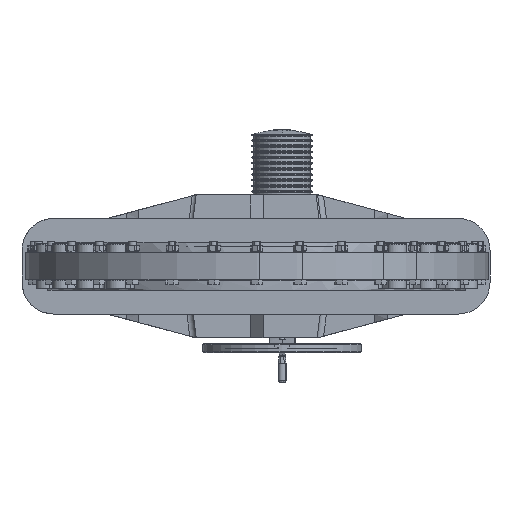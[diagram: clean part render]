
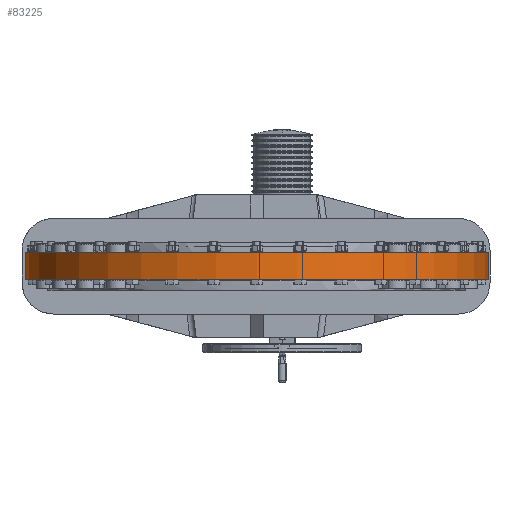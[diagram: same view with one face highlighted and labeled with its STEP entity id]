
A CAD part, front view. The second image highlights one B-rep face of the part: STEP entity #83225.
In plain terms, the highlighted cylindrical face has radius 727.5 mm (diameter 1455 mm), a partial arc.
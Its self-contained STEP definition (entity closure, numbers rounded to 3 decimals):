
#4024 = CARTESIAN_POINT ( 'NONE',  ( 0., 0., -42.5 ) ) ;
#4027 = DIRECTION ( 'NONE',  ( 0., 0., 1. ) ) ;
#4031 = DIRECTION ( 'NONE',  ( 1., 0., 0. ) ) ;
#25044 = ORIENTED_EDGE ( 'NONE', *, *, #190452, .F. ) ;
#25104 = ORIENTED_EDGE ( 'NONE', *, *, #179847, .F. ) ;
#25696 = ORIENTED_EDGE ( 'NONE', *, *, #190420, .T. ) ;
#25907 = ORIENTED_EDGE ( 'NONE', *, *, #190330, .T. ) ;
#53170 = EDGE_LOOP ( 'NONE', ( #25104, #25696, #25907, #25044 ) ) ;
#66257 = VECTOR ( 'NONE', #266075, 1000. ) ;
#66403 = CIRCLE ( 'NONE', #66405, 727.5 ) ;
#66405 = AXIS2_PLACEMENT_3D ( 'NONE', #266649, #266651, #266653 ) ;
#66436 = CIRCLE ( 'NONE', #66461, 727.5 ) ;
#66461 = AXIS2_PLACEMENT_3D ( 'NONE', #266832, #266833, #266835 ) ;
#83225 = ADVANCED_FACE ( 'NONE', ( #171199 ), #171219, .T. ) ;
#126203 = LINE ( 'NONE', #140845, #204113 ) ;
#140845 = CARTESIAN_POINT ( 'NONE',  ( -727.5, 0., -42.5 ) ) ;
#140846 = DIRECTION ( 'NONE',  ( 0., 0., 1. ) ) ;
#171199 = FACE_OUTER_BOUND ( 'NONE', #53170, .T. ) ;
#171219 = CYLINDRICAL_SURFACE ( 'NONE', #171932, 727.5 ) ;
#171932 = AXIS2_PLACEMENT_3D ( 'NONE', #4024, #4027, #4031 ) ;
#179847 = EDGE_CURVE ( 'NONE', #238707, #238585, #126203, .T. ) ;
#181680 = CARTESIAN_POINT ( 'NONE',  ( -727.5, 0., 42.5 ) ) ;
#181760 = CARTESIAN_POINT ( 'NONE',  ( 727.5, 0., -42.5 ) ) ;
#181866 = CARTESIAN_POINT ( 'NONE',  ( 727.5, 0., 42.5 ) ) ;
#181897 = CARTESIAN_POINT ( 'NONE',  ( -727.5, 0., -42.5 ) ) ;
#190330 = EDGE_CURVE ( 'NONE', #238629, #238688, #236760, .T. ) ;
#190420 = EDGE_CURVE ( 'NONE', #238707, #238629, #66403, .T. ) ;
#190452 = EDGE_CURVE ( 'NONE', #238585, #238688, #66436, .T. ) ;
#204113 = VECTOR ( 'NONE', #140846, 1000. ) ;
#236760 = LINE ( 'NONE', #266074, #66257 ) ;
#238585 = VERTEX_POINT ( 'NONE', #181680 ) ;
#238629 = VERTEX_POINT ( 'NONE', #181760 ) ;
#238688 = VERTEX_POINT ( 'NONE', #181866 ) ;
#238707 = VERTEX_POINT ( 'NONE', #181897 ) ;
#266074 = CARTESIAN_POINT ( 'NONE',  ( 727.5, 0., -42.5 ) ) ;
#266075 = DIRECTION ( 'NONE',  ( 0., 0., 1. ) ) ;
#266649 = CARTESIAN_POINT ( 'NONE',  ( 0., 0., -42.5 ) ) ;
#266651 = DIRECTION ( 'NONE',  ( 0., 0., 1. ) ) ;
#266653 = DIRECTION ( 'NONE',  ( 1., 0., 0. ) ) ;
#266832 = CARTESIAN_POINT ( 'NONE',  ( 0., 0., 42.5 ) ) ;
#266833 = DIRECTION ( 'NONE',  ( 0., 0., 1. ) ) ;
#266835 = DIRECTION ( 'NONE',  ( 1., 0., 0. ) ) ;
